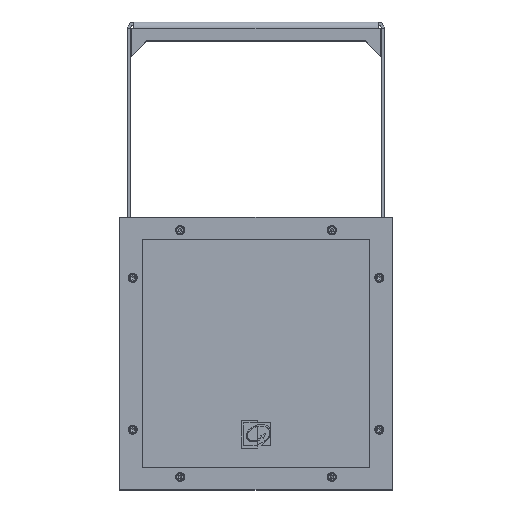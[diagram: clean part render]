
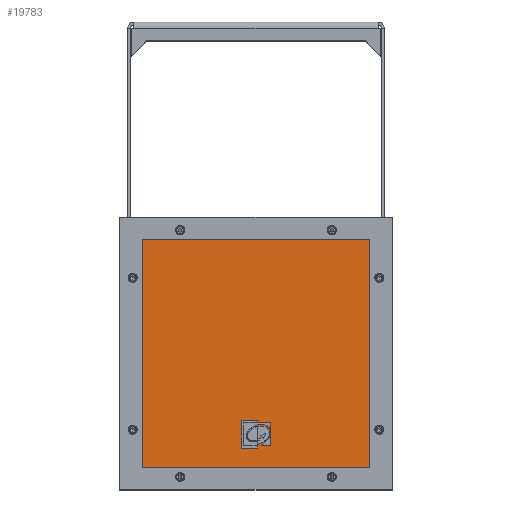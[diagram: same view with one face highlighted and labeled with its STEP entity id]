
A CAD part, top view. The second image highlights one B-rep face of the part: STEP entity #19783.
In plain terms, the highlighted planar face has unit normal (0, 0, 1).
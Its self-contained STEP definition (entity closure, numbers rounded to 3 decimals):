
#1689=FACE_BOUND('',#5150,.T.);
#2838=B_SPLINE_CURVE_WITH_KNOTS('',3,(#32605,#32606,#32607,#32608,#32609,
#32610,#32611,#32612,#32613,#32614,#32615,#32616,#32617,#32618,#32619,#32620,
#32621,#32622,#32623,#32624,#32625,#32626,#32627,#32628,#32629,#32630,#32631),
 .UNSPECIFIED.,.F.,.F.,(4,1,1,1,1,1,1,1,1,1,1,1,1,1,1,1,1,1,1,1,1,1,1,1,
4),(-4.521,-4.351,-4.156,-3.92,
-3.756,-3.562,-3.405,-3.257,
-3.113,-2.902,-2.732,-2.554,
-2.413,-2.216,-1.95,-1.721,
-1.51,-1.229,-1.04,-0.861,
-0.631,-0.441,-0.289,-0.121,
0.),.UNSPECIFIED.);
#2854=B_SPLINE_CURVE_WITH_KNOTS('',3,(#33043,#33044,#33045,#33046,#33047,
#33048,#33049,#33050,#33051,#33052,#33053,#33054,#33055,#33056,#33057,#33058,
#33059,#33060,#33061,#33062,#33063,#33064),.UNSPECIFIED.,.F.,.F.,(4,1,1,
1,1,1,1,1,1,1,1,1,1,1,1,1,1,1,1,4),(-4.555,-4.301,
-4.059,-3.808,-3.54,-3.29,
-3.069,-2.716,-2.403,-2.098,
-1.829,-1.688,-1.535,-1.361,
-1.225,-1.044,-0.734,-0.498,
-0.249,0.),.UNSPECIFIED.);
#3909=FACE_OUTER_BOUND('',#5149,.T.);
#5149=EDGE_LOOP('',(#16197,#16198,#16199,#16200));
#5150=EDGE_LOOP('',(#16201,#16202,#16203,#16204,#16205,#16206,#16207,#16208,
#16209,#16210,#16211,#16212));
#6444=LINE('',#32902,#7628);
#6448=LINE('',#32910,#7632);
#6451=LINE('',#32916,#7635);
#6454=LINE('',#32922,#7638);
#6467=LINE('',#32971,#7651);
#6470=LINE('',#32976,#7654);
#6472=LINE('',#32981,#7656);
#6476=LINE('',#32988,#7660);
#6479=LINE('',#32994,#7663);
#6490=LINE('',#33184,#7674);
#6493=LINE('',#33322,#7677);
#6494=LINE('',#33324,#7678);
#6495=LINE('',#33326,#7679);
#6496=LINE('',#33327,#7680);
#7628=VECTOR('',#25557,10.);
#7632=VECTOR('',#25563,10.);
#7635=VECTOR('',#25568,10.);
#7638=VECTOR('',#25573,10.);
#7651=VECTOR('',#25594,10.);
#7654=VECTOR('',#25599,10.);
#7656=VECTOR('',#25605,10.);
#7660=VECTOR('',#25611,10.);
#7663=VECTOR('',#25616,10.);
#7674=VECTOR('',#25635,10.);
#7677=VECTOR('',#25648,10.);
#7678=VECTOR('',#25649,10.);
#7679=VECTOR('',#25650,10.);
#7680=VECTOR('',#25651,10.);
#9269=VERTEX_POINT('',#32543);
#9272=VERTEX_POINT('',#32604);
#9286=VERTEX_POINT('',#32900);
#9287=VERTEX_POINT('',#32901);
#9290=VERTEX_POINT('',#32909);
#9292=VERTEX_POINT('',#32915);
#9294=VERTEX_POINT('',#32921);
#9302=VERTEX_POINT('',#32970);
#9304=VERTEX_POINT('',#32980);
#9306=VERTEX_POINT('',#32987);
#9308=VERTEX_POINT('',#32993);
#9310=VERTEX_POINT('',#33042);
#9312=VERTEX_POINT('',#33320);
#9313=VERTEX_POINT('',#33321);
#9314=VERTEX_POINT('',#33323);
#9315=VERTEX_POINT('',#33325);
#11678=EDGE_CURVE('',#9269,#9272,#2838,.T.);
#11701=EDGE_CURVE('',#9286,#9287,#6444,.T.);
#11705=EDGE_CURVE('',#9287,#9290,#6448,.T.);
#11708=EDGE_CURVE('',#9290,#9292,#6451,.T.);
#11711=EDGE_CURVE('',#9292,#9294,#6454,.T.);
#11726=EDGE_CURVE('',#9272,#9302,#6467,.T.);
#11729=EDGE_CURVE('',#9302,#9286,#6470,.T.);
#11731=EDGE_CURVE('',#9294,#9304,#6472,.T.);
#11735=EDGE_CURVE('',#9304,#9306,#6476,.T.);
#11738=EDGE_CURVE('',#9306,#9308,#6479,.T.);
#11741=EDGE_CURVE('',#9308,#9310,#2854,.T.);
#11753=EDGE_CURVE('',#9310,#9269,#6490,.T.);
#11758=EDGE_CURVE('',#9312,#9313,#6493,.T.);
#11759=EDGE_CURVE('',#9313,#9314,#6494,.T.);
#11760=EDGE_CURVE('',#9314,#9315,#6495,.T.);
#11761=EDGE_CURVE('',#9315,#9312,#6496,.T.);
#16197=ORIENTED_EDGE('',*,*,#11758,.T.);
#16198=ORIENTED_EDGE('',*,*,#11759,.T.);
#16199=ORIENTED_EDGE('',*,*,#11760,.T.);
#16200=ORIENTED_EDGE('',*,*,#11761,.T.);
#16201=ORIENTED_EDGE('',*,*,#11701,.T.);
#16202=ORIENTED_EDGE('',*,*,#11705,.T.);
#16203=ORIENTED_EDGE('',*,*,#11708,.T.);
#16204=ORIENTED_EDGE('',*,*,#11711,.T.);
#16205=ORIENTED_EDGE('',*,*,#11731,.T.);
#16206=ORIENTED_EDGE('',*,*,#11735,.T.);
#16207=ORIENTED_EDGE('',*,*,#11738,.T.);
#16208=ORIENTED_EDGE('',*,*,#11741,.T.);
#16209=ORIENTED_EDGE('',*,*,#11753,.T.);
#16210=ORIENTED_EDGE('',*,*,#11678,.T.);
#16211=ORIENTED_EDGE('',*,*,#11726,.T.);
#16212=ORIENTED_EDGE('',*,*,#11729,.T.);
#18858=PLANE('',#21517);
#19783=ADVANCED_FACE('',(#3909,#1689),#18858,.T.);
#21517=AXIS2_PLACEMENT_3D('',#33319,#25646,#25647);
#25557=DIRECTION('',(-1.,0.,0.));
#25563=DIRECTION('',(0.,1.,0.));
#25568=DIRECTION('',(1.,0.,0.));
#25573=DIRECTION('',(0.,-1.,0.));
#25594=DIRECTION('',(0.,-1.,0.));
#25599=DIRECTION('',(0.,-1.,0.));
#25605=DIRECTION('',(1.,0.,0.));
#25611=DIRECTION('',(0.,-1.,0.));
#25616=DIRECTION('',(-1.,0.,0.));
#25635=DIRECTION('',(0.,-1.,0.));
#25646=DIRECTION('center_axis',(0.,0.,1.));
#25647=DIRECTION('ref_axis',(1.,0.,0.));
#25648=DIRECTION('',(0.,-1.,0.));
#25649=DIRECTION('',(1.,0.,0.));
#25650=DIRECTION('',(0.,1.,0.));
#25651=DIRECTION('',(-1.,0.,0.));
#32543=CARTESIAN_POINT('',(1.815,-532.754,146.5));
#32604=CARTESIAN_POINT('',(1.815,-557.25,146.5));
#32605=CARTESIAN_POINT('Ctrl Pts',(1.815,-532.754,146.5));
#32606=CARTESIAN_POINT('Ctrl Pts',(2.374,-532.653,146.5));
#32607=CARTESIAN_POINT('Ctrl Pts',(3.572,-532.438,146.5));
#32608=CARTESIAN_POINT('Ctrl Pts',(5.574,-532.277,146.5));
#32609=CARTESIAN_POINT('Ctrl Pts',(7.555,-532.338,146.5));
#32610=CARTESIAN_POINT('Ctrl Pts',(9.545,-532.331,146.5));
#32611=CARTESIAN_POINT('Ctrl Pts',(11.221,-532.768,146.5));
#32612=CARTESIAN_POINT('Ctrl Pts',(12.78,-533.353,146.5));
#32613=CARTESIAN_POINT('Ctrl Pts',(14.071,-534.117,146.5));
#32614=CARTESIAN_POINT('Ctrl Pts',(15.436,-535.099,146.5));
#32615=CARTESIAN_POINT('Ctrl Pts',(16.622,-536.413,146.5));
#32616=CARTESIAN_POINT('Ctrl Pts',(17.57,-538.032,146.5));
#32617=CARTESIAN_POINT('Ctrl Pts',(18.036,-539.61,146.5));
#32618=CARTESIAN_POINT('Ctrl Pts',(18.211,-541.323,146.5));
#32619=CARTESIAN_POINT('Ctrl Pts',(18.078,-543.358,146.5));
#32620=CARTESIAN_POINT('Ctrl Pts',(17.167,-545.519,146.5));
#32621=CARTESIAN_POINT('Ctrl Pts',(15.895,-547.504,146.5));
#32622=CARTESIAN_POINT('Ctrl Pts',(14.306,-549.317,146.5));
#32623=CARTESIAN_POINT('Ctrl Pts',(12.616,-550.837,146.5));
#32624=CARTESIAN_POINT('Ctrl Pts',(10.899,-552.154,146.5));
#32625=CARTESIAN_POINT('Ctrl Pts',(9.265,-553.298,146.5));
#32626=CARTESIAN_POINT('Ctrl Pts',(7.554,-554.33,146.5));
#32627=CARTESIAN_POINT('Ctrl Pts',(5.901,-555.282,146.5));
#32628=CARTESIAN_POINT('Ctrl Pts',(4.387,-556.054,146.5));
#32629=CARTESIAN_POINT('Ctrl Pts',(3.063,-556.694,146.5));
#32630=CARTESIAN_POINT('Ctrl Pts',(2.183,-557.086,146.5));
#32631=CARTESIAN_POINT('Ctrl Pts',(1.815,-557.25,146.5));
#32900=CARTESIAN_POINT('',(1.815,-561.748,146.5));
#32901=CARTESIAN_POINT('',(-19.75,-561.748,146.5));
#32902=CARTESIAN_POINT('',(-9.875,-561.748,146.5));
#32909=CARTESIAN_POINT('',(-19.75,-525.052,146.5));
#32910=CARTESIAN_POINT('',(-19.75,-534.226,146.5));
#32915=CARTESIAN_POINT('',(1.816,-525.052,146.5));
#32916=CARTESIAN_POINT('',(0.908,-525.052,146.5));
#32921=CARTESIAN_POINT('',(1.816,-528.289,146.5));
#32922=CARTESIAN_POINT('',(1.816,-535.845,146.5));
#32970=CARTESIAN_POINT('',(1.815,-557.965,146.5));
#32971=CARTESIAN_POINT('',(1.815,-550.682,146.5));
#32976=CARTESIAN_POINT('',(1.815,-552.574,146.5));
#32980=CARTESIAN_POINT('',(19.75,-528.289,146.5));
#32981=CARTESIAN_POINT('',(9.875,-528.289,146.5));
#32987=CARTESIAN_POINT('',(19.75,-557.965,146.5));
#32988=CARTESIAN_POINT('',(19.75,-550.682,146.5));
#32993=CARTESIAN_POINT('',(7.352,-557.965,146.5));
#32994=CARTESIAN_POINT('',(3.676,-557.965,146.5));
#33042=CARTESIAN_POINT('',(1.816,-530.835,146.5));
#33043=CARTESIAN_POINT('Ctrl Pts',(7.352,-557.965,146.5));
#33044=CARTESIAN_POINT('Ctrl Pts',(8.029,-557.459,146.5));
#33045=CARTESIAN_POINT('Ctrl Pts',(9.351,-556.47,146.5));
#33046=CARTESIAN_POINT('Ctrl Pts',(11.236,-554.843,146.5));
#33047=CARTESIAN_POINT('Ctrl Pts',(13.104,-553.126,146.5));
#33048=CARTESIAN_POINT('Ctrl Pts',(14.848,-551.242,146.5));
#33049=CARTESIAN_POINT('Ctrl Pts',(16.407,-549.335,146.5));
#33050=CARTESIAN_POINT('Ctrl Pts',(17.948,-547.056,146.5));
#33051=CARTESIAN_POINT('Ctrl Pts',(19.09,-544.282,146.5));
#33052=CARTESIAN_POINT('Ctrl Pts',(19.462,-541.041,146.5));
#33053=CARTESIAN_POINT('Ctrl Pts',(19.28,-538.061,146.5));
#33054=CARTESIAN_POINT('Ctrl Pts',(18.47,-535.785,146.5));
#33055=CARTESIAN_POINT('Ctrl Pts',(17.484,-534.181,146.5));
#33056=CARTESIAN_POINT('Ctrl Pts',(16.414,-533.034,146.5));
#33057=CARTESIAN_POINT('Ctrl Pts',(15.189,-532.078,146.5));
#33058=CARTESIAN_POINT('Ctrl Pts',(13.731,-531.318,146.5));
#33059=CARTESIAN_POINT('Ctrl Pts',(11.756,-530.618,146.5));
#33060=CARTESIAN_POINT('Ctrl Pts',(9.352,-530.214,146.5));
#33061=CARTESIAN_POINT('Ctrl Pts',(6.7,-530.126,146.5));
#33062=CARTESIAN_POINT('Ctrl Pts',(4.252,-530.313,146.5));
#33063=CARTESIAN_POINT('Ctrl Pts',(2.627,-530.662,146.5));
#33064=CARTESIAN_POINT('Ctrl Pts',(1.816,-530.835,146.5));
#33184=CARTESIAN_POINT('',(1.815,-538.077,146.5));
#33319=CARTESIAN_POINT('Origin',(0.,-543.4,146.5));
#33320=CARTESIAN_POINT('',(-150.,-287.,146.5));
#33321=CARTESIAN_POINT('',(-150.,-587.,146.5));
#33322=CARTESIAN_POINT('',(-150.,-512.,146.5));
#33323=CARTESIAN_POINT('',(150.,-587.,146.5));
#33324=CARTESIAN_POINT('',(75.,-587.,146.5));
#33325=CARTESIAN_POINT('',(150.,-287.,146.5));
#33326=CARTESIAN_POINT('',(150.,-362.,146.5));
#33327=CARTESIAN_POINT('',(-75.,-287.,146.5));
